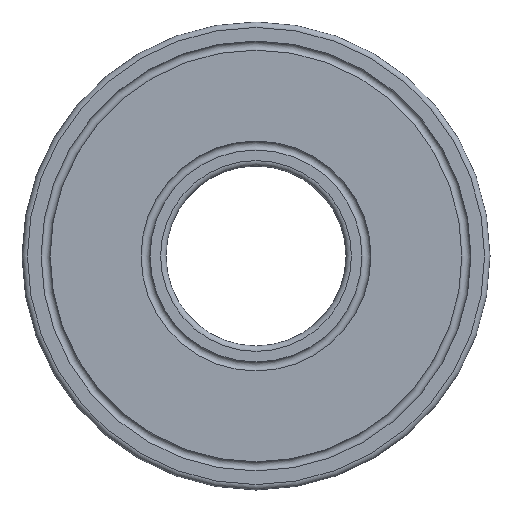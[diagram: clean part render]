
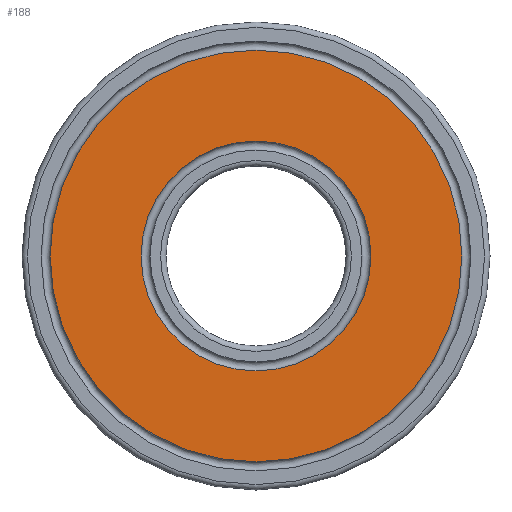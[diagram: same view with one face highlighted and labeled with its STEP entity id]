
A CAD part, front view. The second image highlights one B-rep face of the part: STEP entity #188.
In plain terms, the highlighted planar face has unit normal (0, -1, 0).
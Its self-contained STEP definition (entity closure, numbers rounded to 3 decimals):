
#19=PLANE('',#216);
#29=FACE_BOUND('',#69,.T.);
#45=FACE_OUTER_BOUND('',#68,.T.);
#68=EDGE_LOOP('',(#148));
#69=EDGE_LOOP('',(#149));
#91=CIRCLE('',#209,11.438);
#94=CIRCLE('',#213,6.387);
#107=VERTEX_POINT('',#313);
#110=VERTEX_POINT('',#320);
#123=EDGE_CURVE('',#107,#107,#91,.T.);
#126=EDGE_CURVE('',#110,#110,#94,.T.);
#148=ORIENTED_EDGE('',*,*,#123,.T.);
#149=ORIENTED_EDGE('',*,*,#126,.T.);
#188=ADVANCED_FACE('',(#45,#29),#19,.F.);
#209=AXIS2_PLACEMENT_3D('',#314,#253,#254);
#213=AXIS2_PLACEMENT_3D('',#321,#261,#262);
#216=AXIS2_PLACEMENT_3D('',#325,#267,#268);
#253=DIRECTION('center_axis',(0.,-1.,0.));
#254=DIRECTION('ref_axis',(0.,0.,-1.));
#261=DIRECTION('center_axis',(0.,1.,0.));
#262=DIRECTION('ref_axis',(0.,0.,-1.));
#267=DIRECTION('center_axis',(0.,1.,0.));
#268=DIRECTION('ref_axis',(0.,0.,1.));
#313=CARTESIAN_POINT('',(0.,-10.,11.438));
#314=CARTESIAN_POINT('Origin',(0.,-10.,0.));
#320=CARTESIAN_POINT('',(0.,-10.,6.387));
#321=CARTESIAN_POINT('Origin',(0.,-10.,0.));
#325=CARTESIAN_POINT('Origin',(0.,-10.,0.));
